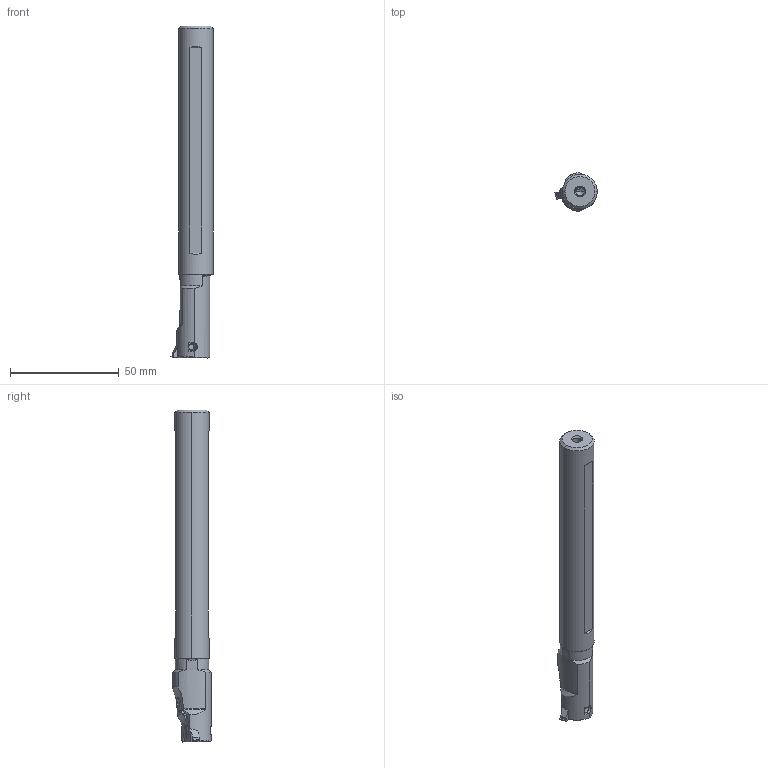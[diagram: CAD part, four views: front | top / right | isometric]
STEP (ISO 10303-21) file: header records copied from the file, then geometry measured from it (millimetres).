
FILE_DESCRIPTION(/* description */ (''),/* implementation_level */ '2;1');
FILE_NAME(/* name */ 'MMTIR103-0_75-1_5-C_100ISO-S.stp',/* time_stamp */ '2023-02-08T14:08:21+09:00',/* author */ (''),/* organization */ (''),/* preprocessor_version */ 'ST-DEVELOPER v16',/* originating_system */ 'SIEMENS PLM Software NX 10.0',/* authorisation */ '');
FILE_SCHEMA (('AUTOMOTIVE_DESIGN { 1 0 10303 214 3 1 1 1 }'));
Length unit declared in the file: millimetre
Products named in the file (1): MMTIR103-0_75-1_5-C_100ISO-S_ASM
Bounding box: 19.5 x 17.69 x 152.52 mm (x, y, z)
Volume: 26836.7 mm3; surface area: 10239.4 mm2
Topology: 2 solids, 3 shells, 162 faces, 505 edges, 379 vertices
Faces by surface type: cylinder 65, plane 59, cone 27, torus 7, bspline 2, sphere 2
Entity records: 7351 total; most frequent: CARTESIAN_POINT 1780, DIRECTION 950, ORIENTED_EDGE 938, EDGE_CURVE 469, AXIS2_PLACEMENT_3D 362, VERTEX_POINT 318, LINE 226, VECTOR 226
